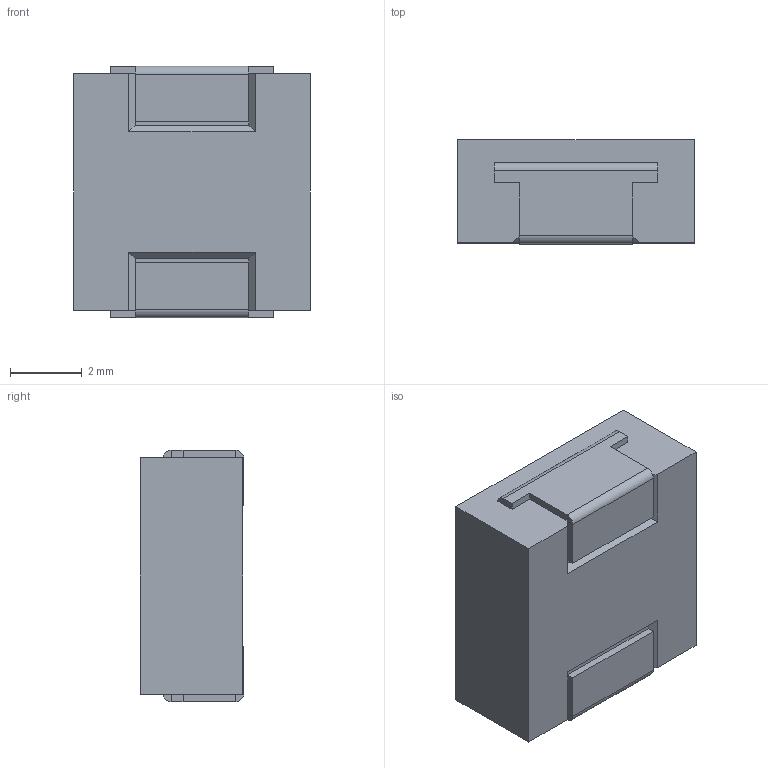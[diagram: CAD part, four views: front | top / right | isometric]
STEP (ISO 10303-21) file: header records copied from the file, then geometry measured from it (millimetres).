
FILE_DESCRIPTION (( 'STEP AP214' ), '1' );
FILE_NAME ('IHLM2525.STEP', '2014-06-27T13:57:48', ( '' ), ( '' ), 'SwSTEP 2.0', 'SolidWorks 2014', '' );
FILE_SCHEMA (( 'AUTOMOTIVE_DESIGN' ));
Length unit declared in the file: inch
Products named in the file (1): IHLM2525
Bounding box: 6.6 x 2.9 x 7.01 mm (x, y, z)
Volume: 128.1 mm3; surface area: 170.7 mm2
Topology: 1 solids, 1 shells, 54 faces, 144 edges, 92 vertices
Faces by surface type: plane 50, cylinder 4
Entity records: 2386 total; most frequent: CARTESIAN_POINT 294, ORIENTED_EDGE 288, DIRECTION 264, EDGE_CURVE 144, LINE 132, VECTOR 132, VERTEX_POINT 92, AXIS2_PLACEMENT_3D 66
